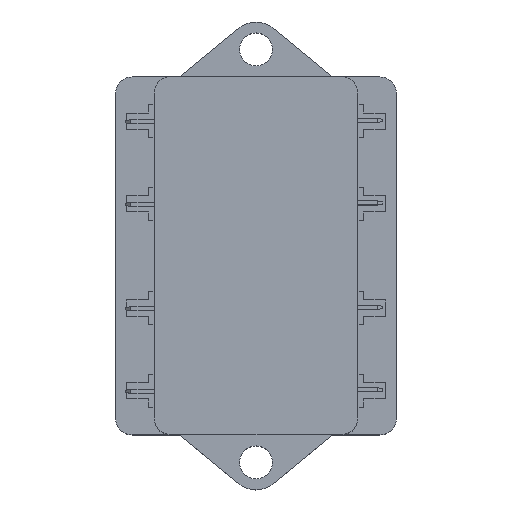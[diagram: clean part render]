
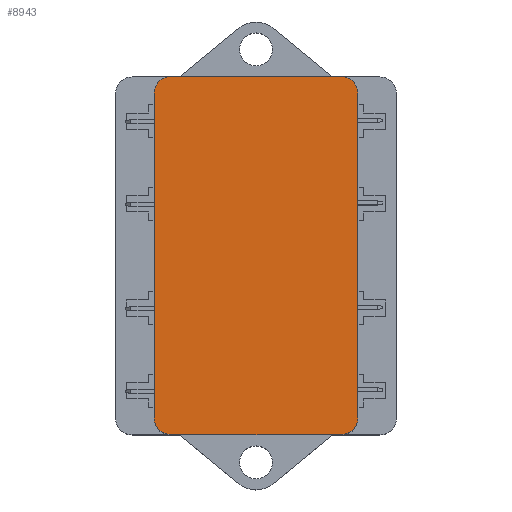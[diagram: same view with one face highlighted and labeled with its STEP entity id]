
A CAD part, top view. The second image highlights one B-rep face of the part: STEP entity #8943.
In plain terms, the highlighted planar face has unit normal (0, 0, 1).
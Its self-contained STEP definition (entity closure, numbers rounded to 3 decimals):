
#272=CIRCLE('',#9568,3.05);
#274=CIRCLE('',#9572,3.05);
#276=CIRCLE('',#9576,3.05);
#278=CIRCLE('',#9580,3.05);
#689=FACE_OUTER_BOUND('',#1176,.T.);
#1176=EDGE_LOOP('',(#7258,#7259,#7260,#7261,#7262,#7263,#7264,#7265));
#2073=LINE('',#13807,#3185);
#2077=LINE('',#13819,#3189);
#2081=LINE('',#13831,#3193);
#2085=LINE('',#13843,#3197);
#3185=VECTOR('',#11224,10.);
#3189=VECTOR('',#11236,10.);
#3193=VECTOR('',#11248,10.);
#3197=VECTOR('',#11260,10.);
#4132=VERTEX_POINT('',#13804);
#4133=VERTEX_POINT('',#13806);
#4135=VERTEX_POINT('',#13812);
#4137=VERTEX_POINT('',#13818);
#4139=VERTEX_POINT('',#13824);
#4141=VERTEX_POINT('',#13830);
#4143=VERTEX_POINT('',#13836);
#4145=VERTEX_POINT('',#13842);
#5225=EDGE_CURVE('',#4133,#4132,#2073,.T.);
#5228=EDGE_CURVE('',#4135,#4133,#272,.T.);
#5231=EDGE_CURVE('',#4137,#4135,#2077,.T.);
#5234=EDGE_CURVE('',#4139,#4137,#274,.T.);
#5237=EDGE_CURVE('',#4141,#4139,#2081,.T.);
#5240=EDGE_CURVE('',#4143,#4141,#276,.T.);
#5243=EDGE_CURVE('',#4145,#4143,#2085,.T.);
#5246=EDGE_CURVE('',#4132,#4145,#278,.T.);
#7258=ORIENTED_EDGE('',*,*,#5246,.T.);
#7259=ORIENTED_EDGE('',*,*,#5243,.T.);
#7260=ORIENTED_EDGE('',*,*,#5240,.T.);
#7261=ORIENTED_EDGE('',*,*,#5237,.T.);
#7262=ORIENTED_EDGE('',*,*,#5234,.T.);
#7263=ORIENTED_EDGE('',*,*,#5231,.T.);
#7264=ORIENTED_EDGE('',*,*,#5228,.T.);
#7265=ORIENTED_EDGE('',*,*,#5225,.T.);
#8516=PLANE('',#9581);
#8943=ADVANCED_FACE('',(#689),#8516,.T.);
#9568=AXIS2_PLACEMENT_3D('',#13813,#11230,#11231);
#9572=AXIS2_PLACEMENT_3D('',#13825,#11242,#11243);
#9576=AXIS2_PLACEMENT_3D('',#13837,#11254,#11255);
#9580=AXIS2_PLACEMENT_3D('',#13847,#11266,#11267);
#9581=AXIS2_PLACEMENT_3D('',#13848,#11268,#11269);
#11224=DIRECTION('',(0.,-1.,0.));
#11230=DIRECTION('center_axis',(0.,0.,1.));
#11231=DIRECTION('ref_axis',(0.,1.,0.));
#11236=DIRECTION('',(-1.,0.,0.));
#11242=DIRECTION('center_axis',(0.,0.,1.));
#11243=DIRECTION('ref_axis',(1.,0.,0.));
#11248=DIRECTION('',(0.,1.,0.));
#11254=DIRECTION('center_axis',(0.,0.,1.));
#11255=DIRECTION('ref_axis',(0.,-1.,0.));
#11260=DIRECTION('',(1.,0.,0.));
#11266=DIRECTION('center_axis',(0.,0.,1.));
#11267=DIRECTION('ref_axis',(-1.,0.,0.));
#11268=DIRECTION('center_axis',(0.,0.,1.));
#11269=DIRECTION('ref_axis',(-1.,0.,0.));
#13804=CARTESIAN_POINT('',(-5.8,-53.875,24.55));
#13806=CARTESIAN_POINT('',(-5.8,5.125,24.55));
#13807=CARTESIAN_POINT('',(-5.8,-53.875,24.55));
#13812=CARTESIAN_POINT('',(-2.75,8.175,24.55));
#13813=CARTESIAN_POINT('Origin',(-2.75,5.125,24.55));
#13818=CARTESIAN_POINT('',(28.25,8.175,24.55));
#13819=CARTESIAN_POINT('',(-2.75,8.175,24.55));
#13824=CARTESIAN_POINT('',(31.3,5.125,24.55));
#13825=CARTESIAN_POINT('Origin',(28.25,5.125,24.55));
#13830=CARTESIAN_POINT('',(31.3,-53.875,24.55));
#13831=CARTESIAN_POINT('',(31.3,5.125,24.55));
#13836=CARTESIAN_POINT('',(28.25,-56.925,24.55));
#13837=CARTESIAN_POINT('Origin',(28.25,-53.875,24.55));
#13842=CARTESIAN_POINT('',(-2.75,-56.925,24.55));
#13843=CARTESIAN_POINT('',(28.25,-56.925,24.55));
#13847=CARTESIAN_POINT('Origin',(-2.75,-53.875,24.55));
#13848=CARTESIAN_POINT('Origin',(12.75,-24.375,24.55));
